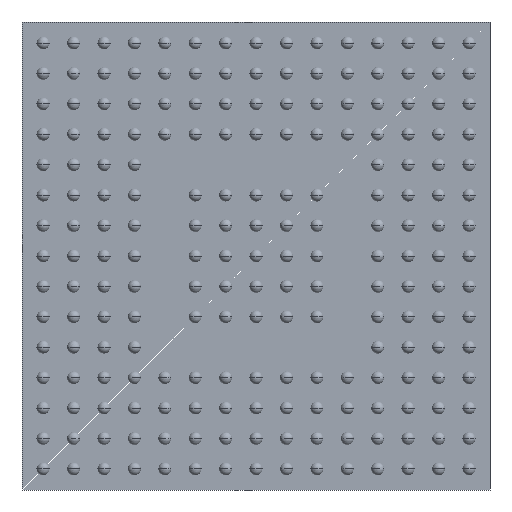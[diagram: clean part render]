
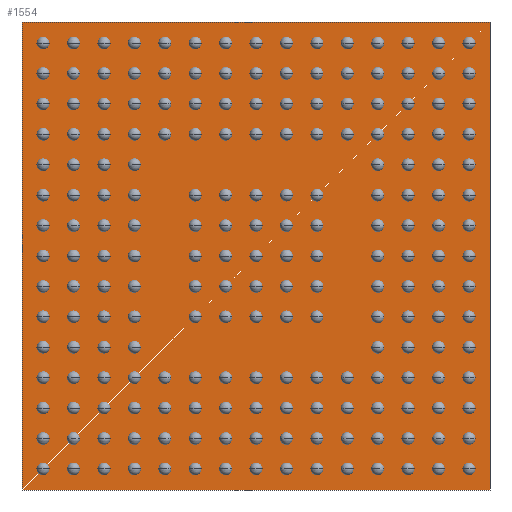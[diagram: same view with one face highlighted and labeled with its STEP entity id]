
A CAD part, front view. The second image highlights one B-rep face of the part: STEP entity #1554.
In plain terms, the highlighted planar face has unit normal (0, -1, 0).
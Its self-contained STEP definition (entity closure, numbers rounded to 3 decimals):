
#206 = VECTOR ( 'NONE', #11785, 1000. ) ;
#1482 = EDGE_CURVE ( 'NONE', #16528, #6346, #6135, .T. ) ;
#1554 = ADVANCED_FACE ( 'NONE', ( #15845 ), #3680, .F. ) ;
#2228 = DIRECTION ( 'NONE',  ( 0., 1., 0. ) ) ;
#3680 = PLANE ( 'NONE',  #9846 ) ;
#4501 = ORIENTED_EDGE ( 'NONE', *, *, #13693, .F. ) ;
#5893 = CARTESIAN_POINT ( 'NONE',  ( 5., 0., -5. ) ) ;
#5920 = VECTOR ( 'NONE', #14954, 1000. ) ;
#6135 = LINE ( 'NONE', #5893, #5920 ) ;
#6309 = CARTESIAN_POINT ( 'NONE',  ( 5., 0., 5. ) ) ;
#6346 = VERTEX_POINT ( 'NONE', #14284 ) ;
#6936 = EDGE_LOOP ( 'NONE', ( #14447, #16737, #13236, #4501 ) ) ;
#7055 = CARTESIAN_POINT ( 'NONE',  ( 5., 0., 5. ) ) ;
#7064 = DIRECTION ( 'NONE',  ( 1., 0., 0. ) ) ;
#7238 = CARTESIAN_POINT ( 'NONE',  ( 5., 0., 5. ) ) ;
#7685 = EDGE_CURVE ( 'NONE', #16404, #16528, #15400, .T. ) ;
#8762 = DIRECTION ( 'NONE',  ( 0., 0., 1. ) ) ;
#9191 = CARTESIAN_POINT ( 'NONE',  ( 5., 0., -5. ) ) ;
#9846 = AXIS2_PLACEMENT_3D ( 'NONE', #11548, #2228, #8762 ) ;
#10600 = VECTOR ( 'NONE', #7064, 1000. ) ;
#11548 = CARTESIAN_POINT ( 'NONE',  ( 0., 0., 0. ) ) ;
#11785 = DIRECTION ( 'NONE',  ( 0., 0., 1. ) ) ;
#12052 = EDGE_CURVE ( 'NONE', #6346, #16075, #13455, .T. ) ;
#13236 = ORIENTED_EDGE ( 'NONE', *, *, #7685, .F. ) ;
#13455 = LINE ( 'NONE', #15465, #206 ) ;
#13693 = EDGE_CURVE ( 'NONE', #16075, #16404, #13867, .T. ) ;
#13867 = LINE ( 'NONE', #7238, #10600 ) ;
#14197 = CARTESIAN_POINT ( 'NONE',  ( -5., 0., 5. ) ) ;
#14284 = CARTESIAN_POINT ( 'NONE',  ( -5., 0., -5. ) ) ;
#14447 = ORIENTED_EDGE ( 'NONE', *, *, #12052, .F. ) ;
#14954 = DIRECTION ( 'NONE',  ( -1., 0., 0. ) ) ;
#15400 = LINE ( 'NONE', #7055, #15803 ) ;
#15465 = CARTESIAN_POINT ( 'NONE',  ( -5., 0., 5. ) ) ;
#15803 = VECTOR ( 'NONE', #16095, 1000. ) ;
#15845 = FACE_OUTER_BOUND ( 'NONE', #6936, .T. ) ;
#16075 = VERTEX_POINT ( 'NONE', #14197 ) ;
#16095 = DIRECTION ( 'NONE',  ( 0., 0., -1. ) ) ;
#16404 = VERTEX_POINT ( 'NONE', #6309 ) ;
#16528 = VERTEX_POINT ( 'NONE', #9191 ) ;
#16737 = ORIENTED_EDGE ( 'NONE', *, *, #1482, .F. ) ;
